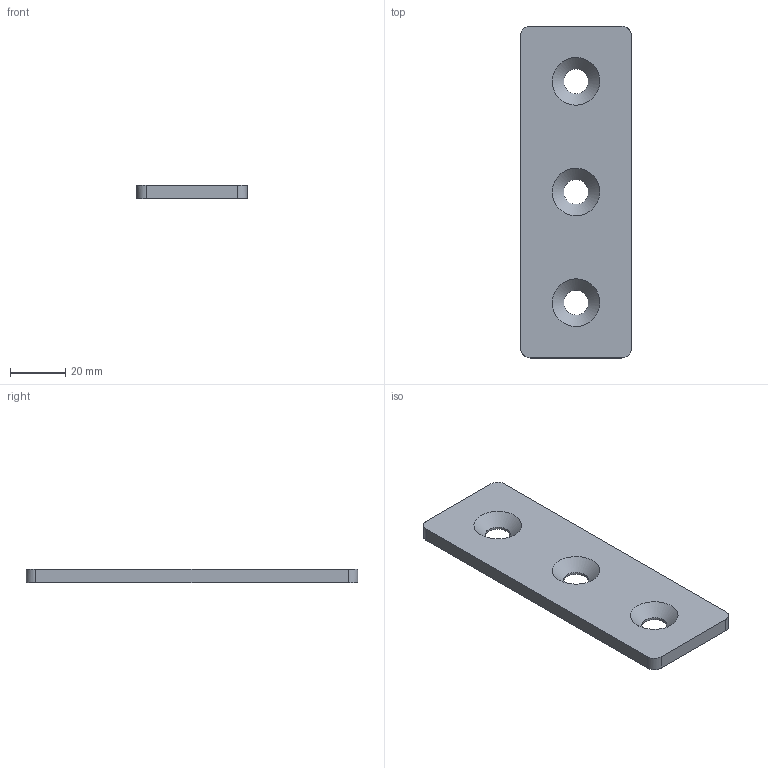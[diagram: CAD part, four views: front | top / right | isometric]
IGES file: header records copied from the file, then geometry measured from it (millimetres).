
Global section: file name: SZ0961S_A; native system: Autodesk Inventor 2015; preprocessor: unknown; author: Kaa; date: 20151119.160620; units: millimetre
Bounding box: 40 x 120 x 5 mm (x, y, z)
Volume: 22063.3 mm3; surface area: 11053.6 mm2
Topology: 1 solids, 1 shells, 16 faces, 45 edges, 31 vertices
Faces by surface type: bspline 16
